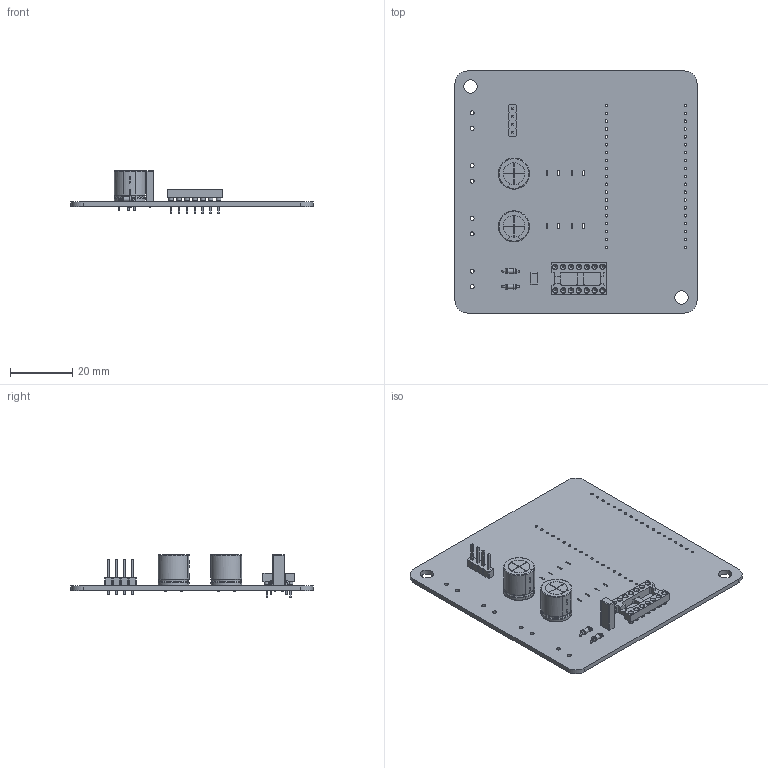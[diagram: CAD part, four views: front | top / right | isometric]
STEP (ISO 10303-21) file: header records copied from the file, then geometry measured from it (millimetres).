
FILE_DESCRIPTION(('KiCad electronic assembly'),'2;1');
FILE_NAME('WLED-Salon.step','2025-07-19T17:15:35',('Pcbnew'),('Kicad'), 'Open CASCADE STEP processor 7.8','KiCad to STEP converter','Unknown' );
FILE_SCHEMA(('AUTOMOTIVE_DESIGN { 1 0 10303 214 1 1 1 1 }'));
Length unit declared in the file: millimetre
Products named in the file (7): WLED-Salon 1; C_Rect_L4.0mm_W2.5mm_P2.50mm; R_Axial_DIN0204_L3.6mm_D1.6mm_P5.08mm_Horizontal; CP_Radial_D10.0mm_P5.00mm; DIP-14_W7.62mm_Socket; PinHeader_1x04_P2.54mm_Vertical; WLED-Salon_PCB
Assembly tree (8 placements, depth 2):
  WLED-Salon 1
    C_Rect_L4.0mm_W2.5mm_P2.50mm
    R_Axial_DIN0204_L3.6mm_D1.6mm_P5.08mm_Horizontal  x2
    CP_Radial_D10.0mm_P5.00mm  x2
    DIP-14_W7.62mm_Socket
    PinHeader_1x04_P2.54mm_Vertical
    WLED-Salon_PCB
Bounding box: 78 x 78 x 13.78 mm (x, y, z)
Volume: 11126.1 mm3; surface area: 15116.6 mm2
Topology: 8 solids, 10 shells, 573 faces, 1296 edges, 831 vertices
Faces by surface type: plane 285, cylinder 212, cone 42, torus 12, bspline 10, revolution 8, sphere 4
Full cylindrical faces by diameter (mm): 0.5 x6, 0.508 x28, 0.7 x8, 0.8 x54, 1 x8, 1.3 x8, 1.44 x2, 1.524 x14, 1.6 x4, 1.724 x14, 4.3 x2
Entity records: 18339 total; most frequent: CARTESIAN_POINT 3304, DIRECTION 2619, ORIENTED_EDGE 2300, EDGE_CURVE 1150, AXIS2_PLACEMENT_3D 978, FACE_BOUND 767, EDGE_LOOP 767, VERTEX_POINT 739
